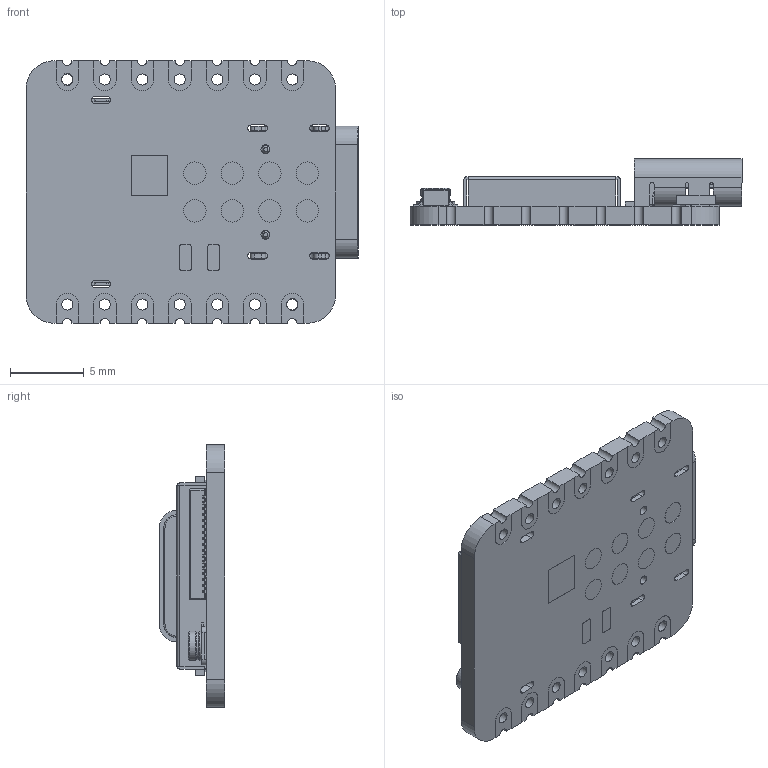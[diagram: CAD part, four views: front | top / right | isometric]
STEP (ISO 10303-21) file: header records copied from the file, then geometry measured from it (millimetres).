
FILE_DESCRIPTION(('FreeCAD Model'),'2;1');
FILE_NAME('Open CASCADE Shape Model','2025-02-01T11:16:46',(''),(''), 'Open CASCADE STEP processor 7.8','FreeCAD','Unknown');
FILE_SCHEMA(('AUTOMOTIVE_DESIGN { 1 0 10303 214 1 1 1 1 }'));
Length unit declared in the file: millimetre
Products named in the file (41): XIAO-ESP32S3-Sense v24; Seeed Studio XIAO-ESP32-S3 (Sense); USB TYPE C PORT; USB TYPE C PORT (1); BOSS-EXTRUDE14_8_; BOSS-EXTRUDE7_4_; BOSS-EXTRUDE7_3_; BOSS-EXTRUDE14_4_; BOSS-EXTRUDE14_2_; BOSS-EXTRUDE14_11_; BOSS-EXTRUDE7_7_; BOSS-EXTRUDE14_9_; BOSS-EXTRUDE14_3_; BOSS-EXTRUDE14_7_; MIRROR2; BOSS-EXTRUDE14_5_; BOSS-EXTRUDE14_12_; BOSS-EXTRUDE7_8_; BOSS-EXTRUDE7_1_; BOSS-EXTRUDE14_10_; BOSS-EXTRUDE7_9_; BOSS-EXTRUDE14_6_; CHAMFER9; BOSS-EXTRUDE14_1_; BOSS-EXTRUDE7_6_; BOSS-EXTRUDE7_2_; CUT-EXTRUDE5; BOSS-EXTRUDE7_5_; Shield; SKTAAAE010 v1; Body; Pins004; Pins; Pins001; Pins002; Pins003; SKTAAAE010 v002; Pins009; U.FL-R-SMT-1_10_ v1; DF40C-30DP-0.4V_51_ v1 ...
Assembly tree (45 placements, depth 5):
  XIAO-ESP32S3-Sense v24
    Seeed Studio XIAO-ESP32-S3 (Sense)
      USB TYPE C PORT
        USB TYPE C PORT (1)
          BOSS-EXTRUDE14_8_
          BOSS-EXTRUDE7_4_
          BOSS-EXTRUDE7_3_
          BOSS-EXTRUDE14_4_
          BOSS-EXTRUDE14_2_
          BOSS-EXTRUDE14_11_
          BOSS-EXTRUDE7_7_
          BOSS-EXTRUDE14_9_
          BOSS-EXTRUDE14_3_
          BOSS-EXTRUDE14_7_
          MIRROR2
          BOSS-EXTRUDE14_5_
          BOSS-EXTRUDE14_12_
          BOSS-EXTRUDE7_8_
          BOSS-EXTRUDE7_1_
          BOSS-EXTRUDE14_10_
          BOSS-EXTRUDE7_9_
          BOSS-EXTRUDE14_6_
          CHAMFER9
          BOSS-EXTRUDE14_1_
          BOSS-EXTRUDE7_6_
          BOSS-EXTRUDE7_2_
          CUT-EXTRUDE5
          BOSS-EXTRUDE7_5_
      Shield
      SKTAAAE010 v1
        Body
        Pins004
          Pins
          Pins001
          Pins002
          Pins003
      SKTAAAE010 v002
        Body
        Pins009
          Pins
          Pins001
          Pins002
          Pins003
      U.FL-R-SMT-1_10_ v1
      DF40C-30DP-0.4V_51_ v1
      SOLID
Bounding box: 22.48 x 4.46 x 17.78 mm (x, y, z)
Volume: 620.7 mm3; surface area: 2023.2 mm2
Topology: 38 solids, 43 shells, 1385 faces, 3709 edges, 2423 vertices
Faces by surface type: plane 972, cylinder 367, torus 24, cone 13, sphere 6, bspline 3
Full cylindrical faces by diameter (mm): 0.5 x3, 0.6 x2, 0.75 x14, 1.524 x8, 1.72 x1, 1.86 x1, 2 x2
Entity records: 47978 total; most frequent: CARTESIAN_POINT 7849, ORIENTED_EDGE 7282, DIRECTION 7225, EDGE_CURVE 3641, LINE 2829, VECTOR 2829, VERTEX_POINT 2383, AXIS2_PLACEMENT_3D 2198
